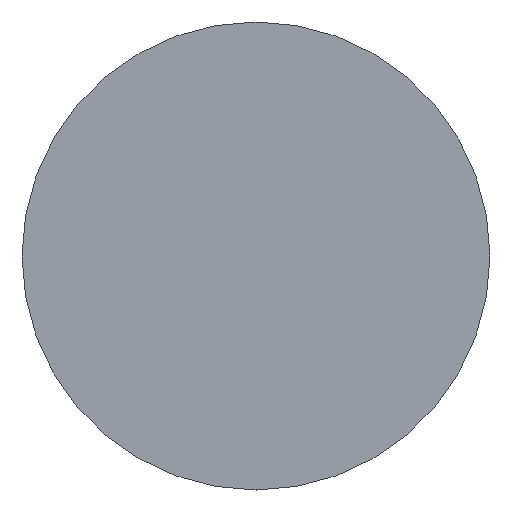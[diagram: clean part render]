
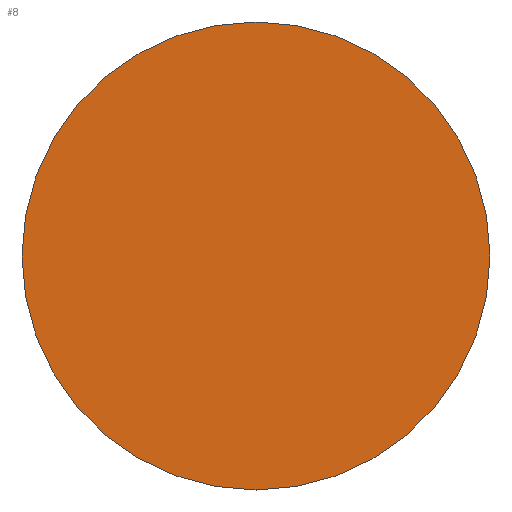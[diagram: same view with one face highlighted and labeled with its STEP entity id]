
A CAD part, left-side view. The second image highlights one B-rep face of the part: STEP entity #8.
In plain terms, the highlighted planar face has unit normal (-1, 0, 0).
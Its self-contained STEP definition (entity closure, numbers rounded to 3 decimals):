
#8 = ADVANCED_FACE ( 'NONE', ( #61 ), #12, .F. ) ;
#9 = CIRCLE ( 'NONE', #134, 12.7 ) ;
#12 = PLANE ( 'NONE',  #41 ) ;
#15 = CIRCLE ( 'NONE', #58, 12.7 ) ;
#29 = VERTEX_POINT ( 'NONE', #124 ) ;
#32 = ORIENTED_EDGE ( 'NONE', *, *, #73, .T. ) ;
#37 = CARTESIAN_POINT ( 'NONE',  ( 119.507, 71.194, 0. ) ) ;
#41 = AXIS2_PLACEMENT_3D ( 'NONE', #172, #182, #156 ) ;
#58 = AXIS2_PLACEMENT_3D ( 'NONE', #37, #65, #148 ) ;
#61 = FACE_OUTER_BOUND ( 'NONE', #181, .T. ) ;
#65 = DIRECTION ( 'NONE',  ( -1., 0., 0. ) ) ;
#68 = ORIENTED_EDGE ( 'NONE', *, *, #132, .T. ) ;
#72 = CARTESIAN_POINT ( 'NONE',  ( 119.507, 71.194, 12.7 ) ) ;
#73 = EDGE_CURVE ( 'NONE', #90, #29, #15, .T. ) ;
#74 = DIRECTION ( 'NONE',  ( 0., 0., 1. ) ) ;
#90 = VERTEX_POINT ( 'NONE', #72 ) ;
#114 = DIRECTION ( 'NONE',  ( -1., 0., 0. ) ) ;
#116 = CARTESIAN_POINT ( 'NONE',  ( 119.507, 71.194, 0. ) ) ;
#124 = CARTESIAN_POINT ( 'NONE',  ( 119.507, 71.194, -12.7 ) ) ;
#132 = EDGE_CURVE ( 'NONE', #29, #90, #9, .T. ) ;
#134 = AXIS2_PLACEMENT_3D ( 'NONE', #116, #114, #74 ) ;
#148 = DIRECTION ( 'NONE',  ( 0., 0., 1. ) ) ;
#156 = DIRECTION ( 'NONE',  ( 0., 0., -1. ) ) ;
#172 = CARTESIAN_POINT ( 'NONE',  ( 119.507, 71.194, 0. ) ) ;
#181 = EDGE_LOOP ( 'NONE', ( #32, #68 ) ) ;
#182 = DIRECTION ( 'NONE',  ( 1., 0., 0. ) ) ;
